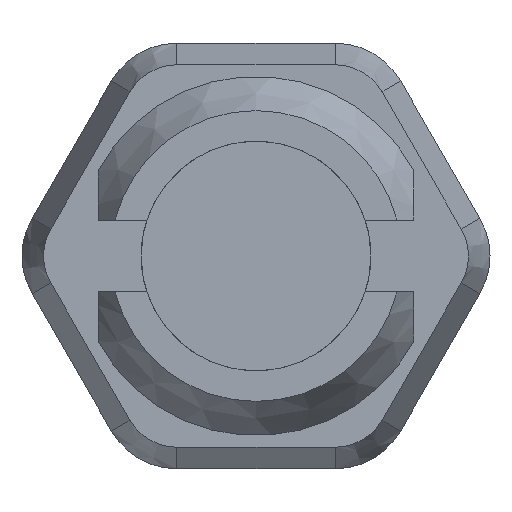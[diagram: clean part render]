
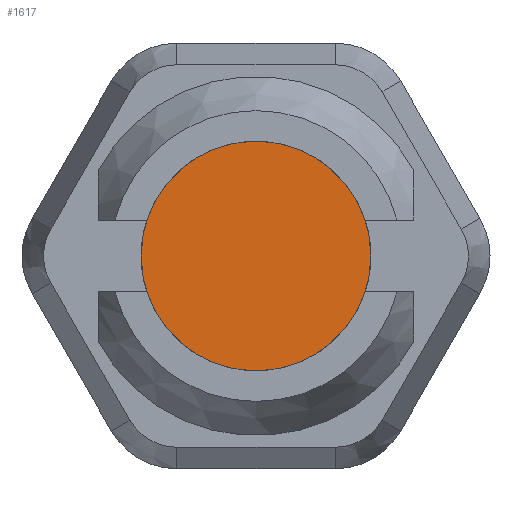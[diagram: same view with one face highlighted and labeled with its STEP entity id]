
A CAD part, front view. The second image highlights one B-rep face of the part: STEP entity #1617.
In plain terms, the highlighted planar face has unit normal (0, -1, 0).
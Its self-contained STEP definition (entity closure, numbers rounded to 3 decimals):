
#469=CARTESIAN_POINT('',(0.,-1.95,0.));
#470=DIRECTION('',(0.,-1.,0.));
#471=DIRECTION('',(-1.,0.,0.));
#472=AXIS2_PLACEMENT_3D('',#469,#470,#471);
#474=CARTESIAN_POINT('',(0.,-1.95,0.));
#475=DIRECTION('',(0.,-1.,0.));
#476=DIRECTION('',(1.,0.,0.));
#477=AXIS2_PLACEMENT_3D('',#474,#475,#476);
#941=CARTESIAN_POINT('',(-1.6,-1.95,0.));
#942=CARTESIAN_POINT('',(1.6,-1.95,0.));
#943=VERTEX_POINT('',#941);
#944=VERTEX_POINT('',#942);
#1608=CARTESIAN_POINT('',(0.,-1.95,0.));
#1609=DIRECTION('',(0.,-1.,0.));
#1610=DIRECTION('',(-1.,0.,0.));
#1611=AXIS2_PLACEMENT_3D('',#1608,#1609,#1610);
#1612=PLANE('',#1611);
#1613=ORIENTED_EDGE('',*,*,#1598,.F.);
#1614=ORIENTED_EDGE('',*,*,#1580,.F.);
#1615=EDGE_LOOP('',(#1613,#1614));
#1616=FACE_OUTER_BOUND('',#1615,.F.);
#1617=ADVANCED_FACE('',(#1616),#1612,.T.);
#473=CIRCLE('',#472,1.6);
#478=CIRCLE('',#477,1.6);
#1580=EDGE_CURVE('',#944,#943,#478,.T.);
#1598=EDGE_CURVE('',#943,#944,#473,.T.);
